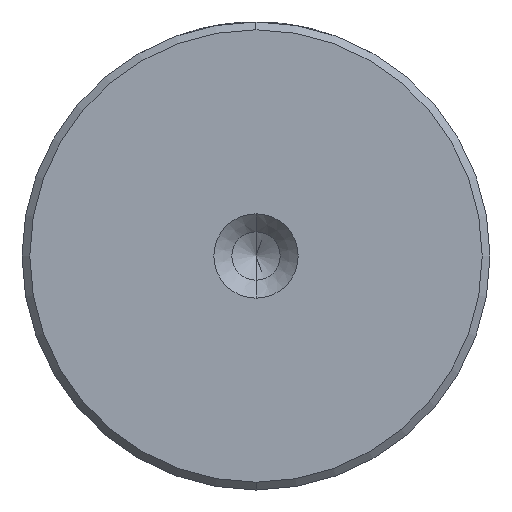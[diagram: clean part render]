
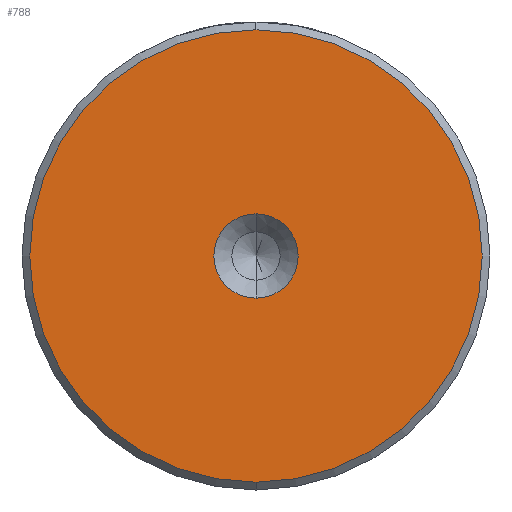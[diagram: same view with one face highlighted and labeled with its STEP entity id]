
A CAD part, left-side view. The second image highlights one B-rep face of the part: STEP entity #788.
In plain terms, the highlighted planar face has unit normal (-1, 0, 0).
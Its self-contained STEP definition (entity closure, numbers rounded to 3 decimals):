
#9 = CIRCLE ( 'NONE', #2482, 2.7 ) ;
#58 = PLANE ( 'NONE',  #1951 ) ;
#84 = DIRECTION ( 'NONE',  ( -1., 0., 0. ) ) ;
#150 = ORIENTED_EDGE ( 'NONE', *, *, #1582, .T. ) ;
#185 = DIRECTION ( 'NONE',  ( -1., 0., 0. ) ) ;
#203 = VERTEX_POINT ( 'NONE', #2636 ) ;
#294 = DIRECTION ( 'NONE',  ( -1., 0., 0. ) ) ;
#297 = AXIS2_PLACEMENT_3D ( 'NONE', #2440, #993, #2705 ) ;
#435 = FACE_BOUND ( 'NONE', #3003, .T. ) ;
#477 = CARTESIAN_POINT ( 'NONE',  ( 0., 0., -14.5 ) ) ;
#536 = CIRCLE ( 'NONE', #3091, 14.5 ) ;
#776 = CARTESIAN_POINT ( 'NONE',  ( 0., 0., 14.5 ) ) ;
#788 = ADVANCED_FACE ( 'NONE', ( #2931, #435 ), #58, .T. ) ;
#805 = VERTEX_POINT ( 'NONE', #776 ) ;
#974 = DIRECTION ( 'NONE',  ( -1., 0., 0. ) ) ;
#993 = DIRECTION ( 'NONE',  ( -1., 0., 0. ) ) ;
#1138 = EDGE_LOOP ( 'NONE', ( #2171, #150 ) ) ;
#1322 = EDGE_CURVE ( 'NONE', #203, #2140, #9, .T. ) ;
#1325 = CIRCLE ( 'NONE', #297, 14.5 ) ;
#1514 = CARTESIAN_POINT ( 'NONE',  ( 0., 0., 0. ) ) ;
#1582 = EDGE_CURVE ( 'NONE', #805, #2757, #536, .T. ) ;
#1626 = CARTESIAN_POINT ( 'NONE',  ( 0., 0., 0. ) ) ;
#1756 = DIRECTION ( 'NONE',  ( 0., 0., 1. ) ) ;
#1855 = CIRCLE ( 'NONE', #2974, 2.7 ) ;
#1879 = DIRECTION ( 'NONE',  ( 0., 0., 1. ) ) ;
#1951 = AXIS2_PLACEMENT_3D ( 'NONE', #2469, #294, #2734 ) ;
#1980 = CARTESIAN_POINT ( 'NONE',  ( 0., 0., 2.7 ) ) ;
#2080 = EDGE_CURVE ( 'NONE', #2757, #805, #1325, .T. ) ;
#2140 = VERTEX_POINT ( 'NONE', #1980 ) ;
#2171 = ORIENTED_EDGE ( 'NONE', *, *, #2080, .T. ) ;
#2302 = ORIENTED_EDGE ( 'NONE', *, *, #2805, .F. ) ;
#2424 = CARTESIAN_POINT ( 'NONE',  ( 0., 0., 0. ) ) ;
#2440 = CARTESIAN_POINT ( 'NONE',  ( 0., 0., 0. ) ) ;
#2469 = CARTESIAN_POINT ( 'NONE',  ( 0., 0., 0. ) ) ;
#2482 = AXIS2_PLACEMENT_3D ( 'NONE', #1626, #185, #1879 ) ;
#2636 = CARTESIAN_POINT ( 'NONE',  ( 0., 0., -2.7 ) ) ;
#2685 = DIRECTION ( 'NONE',  ( 0., 0., 1. ) ) ;
#2705 = DIRECTION ( 'NONE',  ( 0., 0., 1. ) ) ;
#2734 = DIRECTION ( 'NONE',  ( 0., 0., 1. ) ) ;
#2757 = VERTEX_POINT ( 'NONE', #477 ) ;
#2805 = EDGE_CURVE ( 'NONE', #2140, #203, #1855, .T. ) ;
#2931 = FACE_OUTER_BOUND ( 'NONE', #1138, .T. ) ;
#2974 = AXIS2_PLACEMENT_3D ( 'NONE', #2424, #974, #2685 ) ;
#3003 = EDGE_LOOP ( 'NONE', ( #2302, #3089 ) ) ;
#3089 = ORIENTED_EDGE ( 'NONE', *, *, #1322, .F. ) ;
#3091 = AXIS2_PLACEMENT_3D ( 'NONE', #1514, #84, #1756 ) ;
